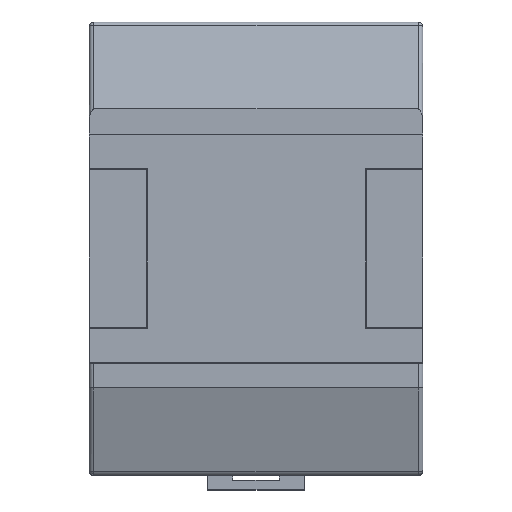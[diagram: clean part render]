
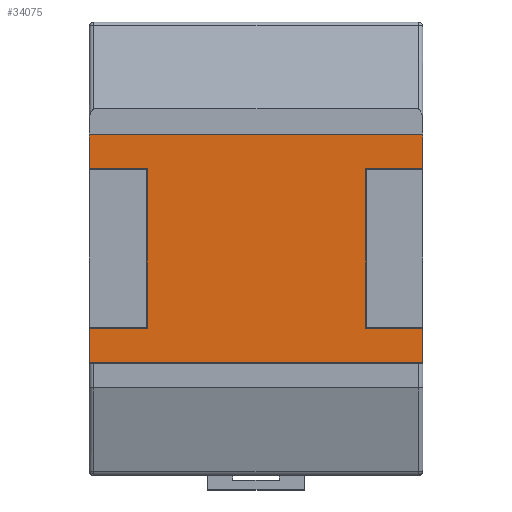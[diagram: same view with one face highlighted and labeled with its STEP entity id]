
A CAD part, top view. The second image highlights one B-rep face of the part: STEP entity #34075.
In plain terms, the highlighted planar face has unit normal (0, 0, 1).
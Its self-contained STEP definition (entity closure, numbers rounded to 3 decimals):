
#274 = VERTEX_POINT ( 'NONE', #34852 ) ;
#560 = VECTOR ( 'NONE', #39170, 1000. ) ;
#783 = CARTESIAN_POINT ( 'NONE',  ( 0., 16.7, 41. ) ) ;
#1163 = EDGE_CURVE ( 'NONE', #6081, #34182, #35187, .T. ) ;
#1218 = DIRECTION ( 'NONE',  ( 0., 1., 0. ) ) ;
#1334 = ORIENTED_EDGE ( 'NONE', *, *, #39984, .T. ) ;
#1419 = LINE ( 'NONE', #18702, #33128 ) ;
#1488 = CARTESIAN_POINT ( 'NONE',  ( 35., 47.5, 41. ) ) ;
#2239 = CARTESIAN_POINT ( 'NONE',  ( -35., -16.7, 41. ) ) ;
#2693 = VERTEX_POINT ( 'NONE', #35364 ) ;
#3888 = DIRECTION ( 'NONE',  ( 0., 1., 0. ) ) ;
#4347 = CARTESIAN_POINT ( 'NONE',  ( 35., -16.7, 41. ) ) ;
#4530 = CARTESIAN_POINT ( 'NONE',  ( 35., 47.5, 41. ) ) ;
#5291 = ORIENTED_EDGE ( 'NONE', *, *, #41646, .T. ) ;
#5584 = ORIENTED_EDGE ( 'NONE', *, *, #19525, .T. ) ;
#6081 = VERTEX_POINT ( 'NONE', #25759 ) ;
#6578 = VECTOR ( 'NONE', #39847, 1000. ) ;
#6822 = DIRECTION ( 'NONE',  ( -1., 0., 0. ) ) ;
#7036 = CARTESIAN_POINT ( 'NONE',  ( 0., 0., 41. ) ) ;
#8283 = EDGE_CURVE ( 'NONE', #6081, #13927, #20348, .T. ) ;
#8719 = DIRECTION ( 'NONE',  ( 0., -1., 0. ) ) ;
#10357 = DIRECTION ( 'NONE',  ( -1., 0., 0. ) ) ;
#10383 = FACE_OUTER_BOUND ( 'NONE', #39250, .T. ) ;
#10544 = LINE ( 'NONE', #24055, #10936 ) ;
#10675 = CARTESIAN_POINT ( 'NONE',  ( -35., 47.5, 41. ) ) ;
#10936 = VECTOR ( 'NONE', #30058, 1000. ) ;
#11742 = AXIS2_PLACEMENT_3D ( 'NONE', #7036, #20552, #6822 ) ;
#11936 = ORIENTED_EDGE ( 'NONE', *, *, #26970, .T. ) ;
#12836 = CARTESIAN_POINT ( 'NONE',  ( 35., 16.7, 41. ) ) ;
#13368 = ORIENTED_EDGE ( 'NONE', *, *, #28272, .F. ) ;
#13927 = VERTEX_POINT ( 'NONE', #38655 ) ;
#14895 = ORIENTED_EDGE ( 'NONE', *, *, #36307, .F. ) ;
#15223 = VECTOR ( 'NONE', #35324, 1000. ) ;
#15762 = VECTOR ( 'NONE', #8719, 1000. ) ;
#16345 = ORIENTED_EDGE ( 'NONE', *, *, #8283, .F. ) ;
#16997 = CARTESIAN_POINT ( 'NONE',  ( 0., -16.7, 41. ) ) ;
#17638 = ORIENTED_EDGE ( 'NONE', *, *, #30099, .T. ) ;
#17836 = LINE ( 'NONE', #4530, #33752 ) ;
#18267 = LINE ( 'NONE', #783, #39466 ) ;
#18631 = VECTOR ( 'NONE', #22591, 1000. ) ;
#18702 = CARTESIAN_POINT ( 'NONE',  ( -35., 23.8, 41. ) ) ;
#19525 = EDGE_CURVE ( 'NONE', #38356, #2693, #17836, .T. ) ;
#20154 = ORIENTED_EDGE ( 'NONE', *, *, #36169, .F. ) ;
#20348 = LINE ( 'NONE', #33882, #6578 ) ;
#20552 = DIRECTION ( 'NONE',  ( 0., 0., -1. ) ) ;
#21132 = CARTESIAN_POINT ( 'NONE',  ( 0., 16.7, 41. ) ) ;
#21440 = VECTOR ( 'NONE', #10357, 1000. ) ;
#21594 = CARTESIAN_POINT ( 'NONE',  ( 23., 16.5, 41. ) ) ;
#22591 = DIRECTION ( 'NONE',  ( 1., 0., 0. ) ) ;
#22777 = VERTEX_POINT ( 'NONE', #31376 ) ;
#24055 = CARTESIAN_POINT ( 'NONE',  ( -35., 47.5, 41. ) ) ;
#24174 = DIRECTION ( 'NONE',  ( 0., -1., 0. ) ) ;
#24504 = LINE ( 'NONE', #21594, #35227 ) ;
#24633 = VECTOR ( 'NONE', #24174, 1000. ) ;
#24962 = CARTESIAN_POINT ( 'NONE',  ( -35., 16.7, 41. ) ) ;
#25759 = CARTESIAN_POINT ( 'NONE',  ( 35., -24., 41. ) ) ;
#25929 = LINE ( 'NONE', #21132, #18631 ) ;
#26476 = ORIENTED_EDGE ( 'NONE', *, *, #36086, .T. ) ;
#26970 = EDGE_CURVE ( 'NONE', #43071, #13927, #10544, .T. ) ;
#27186 = LINE ( 'NONE', #16997, #21440 ) ;
#27838 = DIRECTION ( 'NONE',  ( -1., 0., 0. ) ) ;
#28272 = EDGE_CURVE ( 'NONE', #41955, #34182, #38226, .T. ) ;
#28947 = ORIENTED_EDGE ( 'NONE', *, *, #37003, .T. ) ;
#30058 = DIRECTION ( 'NONE',  ( 0., -1., 0. ) ) ;
#30099 = EDGE_CURVE ( 'NONE', #33317, #34517, #25929, .T. ) ;
#31243 = CARTESIAN_POINT ( 'NONE',  ( -22.8, 16.7, 41. ) ) ;
#31376 = CARTESIAN_POINT ( 'NONE',  ( -22.8, -16.7, 41. ) ) ;
#32244 = DIRECTION ( 'NONE',  ( 1., 0., 0. ) ) ;
#33128 = VECTOR ( 'NONE', #32244, 1000. ) ;
#33317 = VERTEX_POINT ( 'NONE', #24962 ) ;
#33752 = VECTOR ( 'NONE', #3888, 1000. ) ;
#33828 = ORIENTED_EDGE ( 'NONE', *, *, #1163, .T. ) ;
#33882 = CARTESIAN_POINT ( 'NONE',  ( -31.8, -24., 41. ) ) ;
#34075 = ADVANCED_FACE ( 'NONE', ( #10383 ), #37408, .F. ) ;
#34182 = VERTEX_POINT ( 'NONE', #4347 ) ;
#34517 = VERTEX_POINT ( 'NONE', #31243 ) ;
#34852 = CARTESIAN_POINT ( 'NONE',  ( -35., 23.8, 41. ) ) ;
#35187 = LINE ( 'NONE', #1488, #560 ) ;
#35227 = VECTOR ( 'NONE', #1218, 1000. ) ;
#35324 = DIRECTION ( 'NONE',  ( 1., 0., 0. ) ) ;
#35364 = CARTESIAN_POINT ( 'NONE',  ( 35., 23.8, 41. ) ) ;
#35994 = LINE ( 'NONE', #39097, #15762 ) ;
#36086 = EDGE_CURVE ( 'NONE', #41955, #36430, #24504, .T. ) ;
#36169 = EDGE_CURVE ( 'NONE', #38356, #36430, #18267, .T. ) ;
#36307 = EDGE_CURVE ( 'NONE', #274, #2693, #1419, .T. ) ;
#36430 = VERTEX_POINT ( 'NONE', #43744 ) ;
#37003 = EDGE_CURVE ( 'NONE', #274, #33317, #40818, .T. ) ;
#37408 = PLANE ( 'NONE',  #11742 ) ;
#38020 = CARTESIAN_POINT ( 'NONE',  ( 0., -16.7, 41. ) ) ;
#38226 = LINE ( 'NONE', #38020, #15223 ) ;
#38356 = VERTEX_POINT ( 'NONE', #12836 ) ;
#38655 = CARTESIAN_POINT ( 'NONE',  ( -35., -24., 41. ) ) ;
#39097 = CARTESIAN_POINT ( 'NONE',  ( -22.8, 0., 41. ) ) ;
#39170 = DIRECTION ( 'NONE',  ( 0., 1., 0. ) ) ;
#39250 = EDGE_LOOP ( 'NONE', ( #16345, #33828, #13368, #26476, #20154, #5584, #14895, #28947, #17638, #5291, #1334, #11936 ) ) ;
#39466 = VECTOR ( 'NONE', #27838, 1000. ) ;
#39847 = DIRECTION ( 'NONE',  ( -1., 0., 0. ) ) ;
#39984 = EDGE_CURVE ( 'NONE', #22777, #43071, #27186, .T. ) ;
#40818 = LINE ( 'NONE', #10675, #24633 ) ;
#41646 = EDGE_CURVE ( 'NONE', #34517, #22777, #35994, .T. ) ;
#41955 = VERTEX_POINT ( 'NONE', #42527 ) ;
#42527 = CARTESIAN_POINT ( 'NONE',  ( 23., -16.7, 41. ) ) ;
#43071 = VERTEX_POINT ( 'NONE', #2239 ) ;
#43744 = CARTESIAN_POINT ( 'NONE',  ( 23., 16.7, 41. ) ) ;
